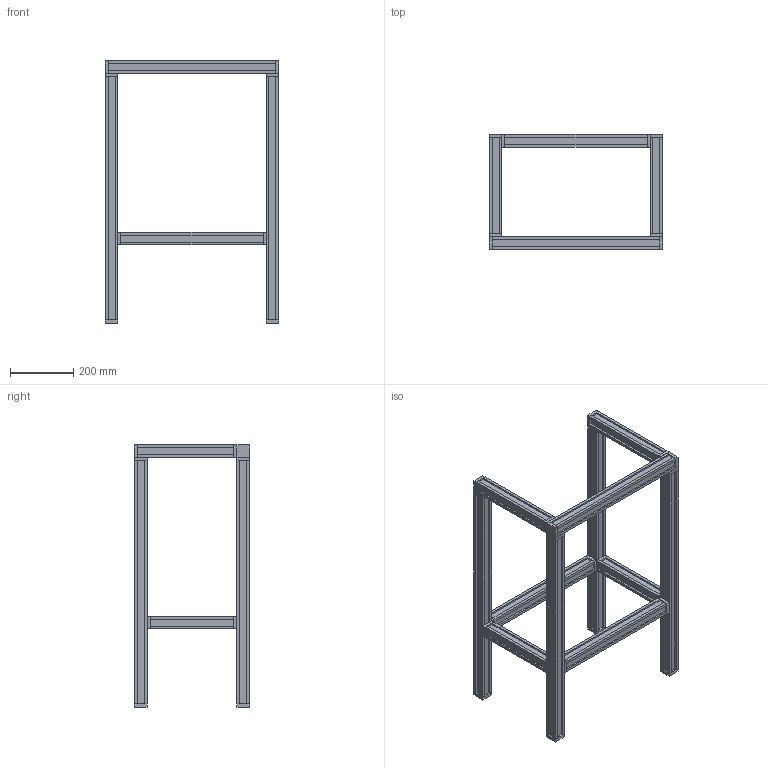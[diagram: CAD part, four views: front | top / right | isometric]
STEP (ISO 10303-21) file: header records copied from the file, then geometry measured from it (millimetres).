
FILE_DESCRIPTION(/* description */ (''),/* implementation_level */ '2;1');
FILE_NAME(/* name */ 'Controller_support.step',/* time_stamp */ '2022-09-15T23:21:46Z',/* author */ (''),/* organization */ (''),/* preprocessor_version */ 'ST-DEVELOPER v19',/* originating_system */ 'Autodesk Translation Framework v11.7.0.108',/* authorisation */ '');
FILE_SCHEMA (('AUTOMOTIVE_DESIGN { 1 0 10303 214 3 1 1 }'));
Length unit declared in the file: millimetre
Products named in the file (1): Controller_support
Bounding box: 550 x 365 x 831 mm (x, y, z)
Volume: 6910640.1 mm3; surface area: 1261920 mm2
Topology: 33 solids, 33 shells, 374 faces, 924 edges, 616 vertices
Faces by surface type: plane 374
Entity records: 10829 total; most frequent: CARTESIAN_POINT 1915, ORIENTED_EDGE 1848, DIRECTION 1674, LINE 924, VECTOR 924, EDGE_CURVE 924, VERTEX_POINT 616, AXIS2_PLACEMENT_3D 375
